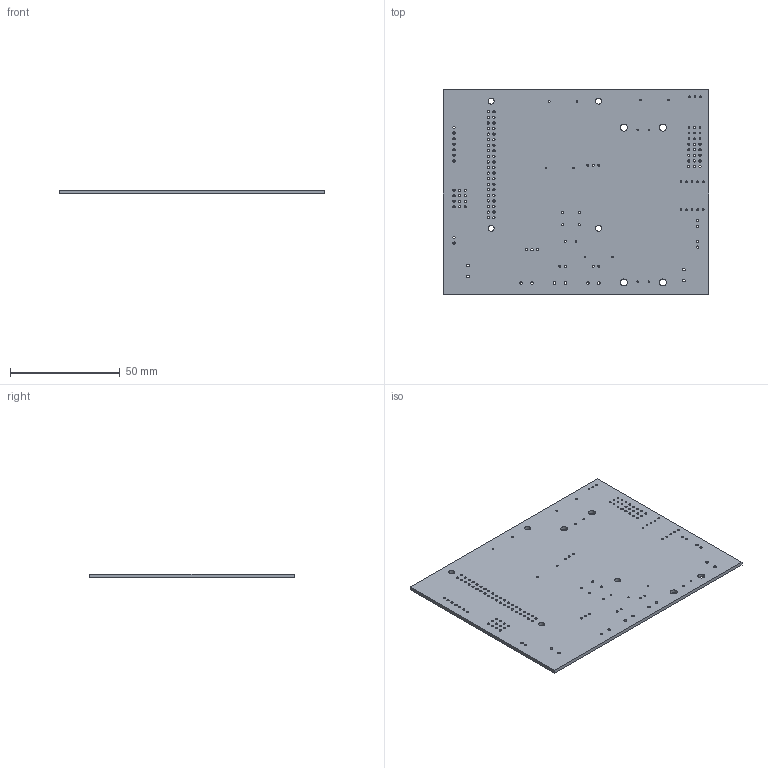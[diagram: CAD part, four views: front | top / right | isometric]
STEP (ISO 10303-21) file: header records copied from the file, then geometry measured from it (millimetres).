
FILE_DESCRIPTION(('KiCad electronic assembly'),'2;1');
FILE_NAME('main_pcb.step','2022-11-19T14:26:54',('Pcbnew'),('Kicad'), 'Open CASCADE STEP processor 7.5','KiCad to STEP converter','Unknown' );
FILE_SCHEMA(('AUTOMOTIVE_DESIGN { 1 0 10303 214 1 1 1 1 }'));
Length unit declared in the file: millimetre
Products named in the file (2): main_pcb 1; main_pcb PCB
Assembly tree (1 placements, depth 2):
  main_pcb 1
    main_pcb PCB
Bounding box: 120.9 x 93.22 x 1.6 mm (x, y, z)
Volume: 17777.9 mm3; surface area: 23703.7 mm2
Topology: 1 solids, 1 shells, 154 faces, 456 edges, 304 vertices
Faces by surface type: cylinder 148, plane 6
Full cylindrical faces by diameter (mm): 0.762 x23, 0.8 x13, 0.9 x4, 1 x47, 1.016 x40, 1.06 x3, 1.224 x10, 2.75 x4, 3.2 x4
Entity records: 11903 total; most frequent: DIRECTION 1976, CARTESIAN_POINT 1828, ORIENTED_EDGE 912, PCURVE 912, DEFINITIONAL_REPRESENTATION 912, LINE 776, VECTOR 776, CIRCLE 592
